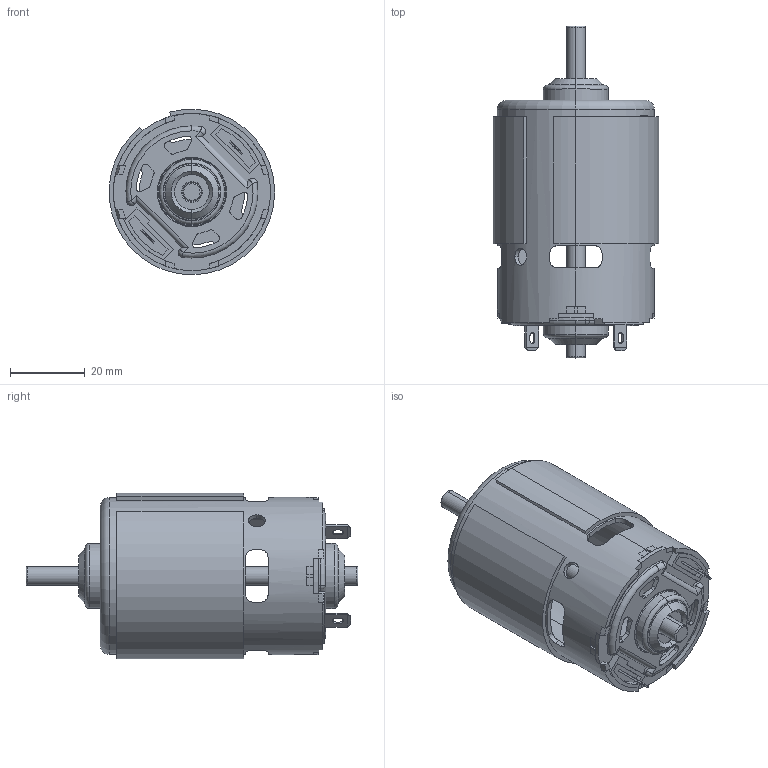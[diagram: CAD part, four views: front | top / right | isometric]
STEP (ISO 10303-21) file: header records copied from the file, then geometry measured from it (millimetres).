
FILE_DESCRIPTION (( 'STEP AP203' ), '1' );
FILE_NAME ('Johnson 349 331 ( 12V 18500 RPM ).STEP', '2024-03-06T14:50:34', ( '' ), ( '' ), 'SwSTEP 2.0', 'SolidWorks 2023', '' );
FILE_SCHEMA (( 'CONFIG_CONTROL_DESIGN' ));
Length unit declared in the file: millimetre
Products named in the file (1): Johnson 349 331 ( 12V 18500 RPM )
Bounding box: 44.34 x 89 x 44.4 mm (x, y, z)
Volume: 21265.4 mm3; surface area: 33649.3 mm2
Topology: 11 solids, 11 shells, 461 faces, 1215 edges, 781 vertices
Faces by surface type: plane 222, cylinder 154, torus 49, cone 28, sphere 4, bspline 4
Entity records: 14964 total; most frequent: CARTESIAN_POINT 3094, DIRECTION 2577, ORIENTED_EDGE 2424, EDGE_CURVE 1212, AXIS2_PLACEMENT_3D 955, VERTEX_POINT 780, LINE 667, VECTOR 667
